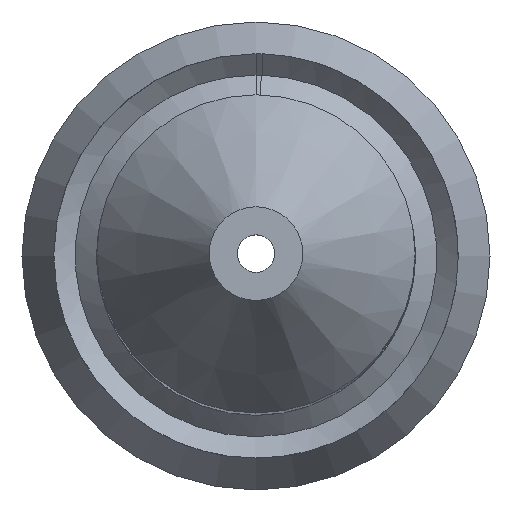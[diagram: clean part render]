
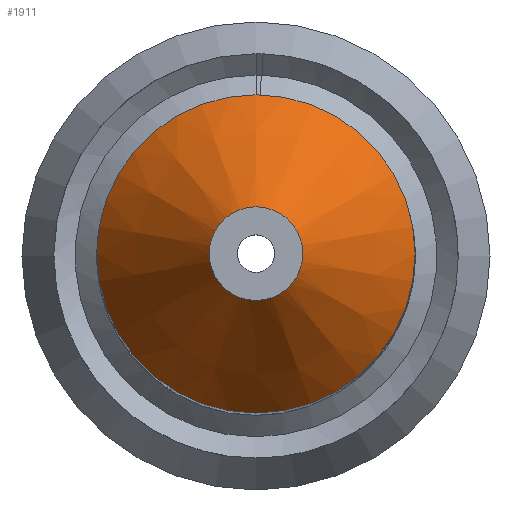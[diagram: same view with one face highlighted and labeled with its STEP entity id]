
A CAD part, top view. The second image highlights one B-rep face of the part: STEP entity #1911.
In plain terms, the highlighted conical face has half-angle 35 degrees and reference radius 8.5 mm.
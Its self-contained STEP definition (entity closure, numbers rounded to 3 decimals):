
#1327 = PLANE('',#1328);
#1328 = AXIS2_PLACEMENT_3D('',#1329,#1330,#1331);
#1329 = CARTESIAN_POINT('',(0.,0.,73.)
  );
#1330 = DIRECTION('',(0.,0.,-1.));
#1331 = DIRECTION('',(0.,1.,0.));
#1815 = EDGE_CURVE('',#1816,#1816,#1818,.T.);
#1816 = VERTEX_POINT('',#1817);
#1817 = CARTESIAN_POINT('',(0.,2.5,73.));
#1818 = SURFACE_CURVE('',#1819,(#1824,#1831),.PCURVE_S1.);
#1819 = CIRCLE('',#1820,2.5);
#1820 = AXIS2_PLACEMENT_3D('',#1821,#1822,#1823);
#1821 = CARTESIAN_POINT('',(0.,0.,73.)
  );
#1822 = DIRECTION('',(0.,0.,-1.));
#1823 = DIRECTION('',(0.,1.,0.));
#1824 = PCURVE('',#1327,#1825);
#1825 = DEFINITIONAL_REPRESENTATION('',(#1826),#1830);
#1826 = CIRCLE('',#1827,2.5);
#1827 = AXIS2_PLACEMENT_2D('',#1828,#1829);
#1828 = CARTESIAN_POINT('',(0.,0.));
#1829 = DIRECTION('',(1.,0.));
#1830 = ( GEOMETRIC_REPRESENTATION_CONTEXT(2) 
PARAMETRIC_REPRESENTATION_CONTEXT() REPRESENTATION_CONTEXT('2D SPACE',''
  ) );
#1831 = PCURVE('',#1832,#1837);
#1832 = CONICAL_SURFACE('',#1833,8.5,0.611);
#1833 = AXIS2_PLACEMENT_3D('',#1834,#1835,#1836);
#1834 = CARTESIAN_POINT('',(0.,0.,
    64.431));
#1835 = DIRECTION('',(0.,0.,-1.));
#1836 = DIRECTION('',(0.,1.,0.));
#1837 = DEFINITIONAL_REPRESENTATION('',(#1838),#1842);
#1838 = LINE('',#1839,#1840);
#1839 = CARTESIAN_POINT('',(0.,-8.569));
#1840 = VECTOR('',#1841,1.);
#1841 = DIRECTION('',(1.,-0.));
#1842 = ( GEOMETRIC_REPRESENTATION_CONTEXT(2) 
PARAMETRIC_REPRESENTATION_CONTEXT() REPRESENTATION_CONTEXT('2D SPACE',''
  ) );
#1900 = CYLINDRICAL_SURFACE('',#1901,8.5);
#1901 = AXIS2_PLACEMENT_3D('',#1902,#1903,#1904);
#1902 = CARTESIAN_POINT('',(0.,0.,
    5.944));
#1903 = DIRECTION('',(0.,0.,1.));
#1904 = DIRECTION('',(0.,1.,0.));
#1911 = ADVANCED_FACE('',(#1912),#1832,.T.);
#1912 = FACE_BOUND('',#1913,.F.);
#1913 = EDGE_LOOP('',(#1914,#1938,#1959,#1960));
#1914 = ORIENTED_EDGE('',*,*,#1915,.T.);
#1915 = EDGE_CURVE('',#1916,#1916,#1918,.T.);
#1916 = VERTEX_POINT('',#1917);
#1917 = CARTESIAN_POINT('',(0.,8.5,64.431));
#1918 = SURFACE_CURVE('',#1919,(#1924,#1931),.PCURVE_S1.);
#1919 = CIRCLE('',#1920,8.5);
#1920 = AXIS2_PLACEMENT_3D('',#1921,#1922,#1923);
#1921 = CARTESIAN_POINT('',(0.,0.,
    64.431));
#1922 = DIRECTION('',(0.,0.,-1.));
#1923 = DIRECTION('',(0.,1.,0.));
#1924 = PCURVE('',#1832,#1925);
#1925 = DEFINITIONAL_REPRESENTATION('',(#1926),#1930);
#1926 = LINE('',#1927,#1928);
#1927 = CARTESIAN_POINT('',(0.,-0.));
#1928 = VECTOR('',#1929,1.);
#1929 = DIRECTION('',(1.,-0.));
#1930 = ( GEOMETRIC_REPRESENTATION_CONTEXT(2) 
PARAMETRIC_REPRESENTATION_CONTEXT() REPRESENTATION_CONTEXT('2D SPACE',''
  ) );
#1931 = PCURVE('',#1900,#1932);
#1932 = DEFINITIONAL_REPRESENTATION('',(#1933),#1937);
#1933 = LINE('',#1934,#1935);
#1934 = CARTESIAN_POINT('',(-0.,58.487));
#1935 = VECTOR('',#1936,1.);
#1936 = DIRECTION('',(-1.,0.));
#1937 = ( GEOMETRIC_REPRESENTATION_CONTEXT(2) 
PARAMETRIC_REPRESENTATION_CONTEXT() REPRESENTATION_CONTEXT('2D SPACE',''
  ) );
#1938 = ORIENTED_EDGE('',*,*,#1939,.T.);
#1939 = EDGE_CURVE('',#1916,#1816,#1940,.T.);
#1940 = SEAM_CURVE('',#1941,(#1945,#1952),.PCURVE_S1.);
#1941 = LINE('',#1942,#1943);
#1942 = CARTESIAN_POINT('',(0.,8.5,64.431));
#1943 = VECTOR('',#1944,1.);
#1944 = DIRECTION('',(0.,-0.574,0.819
    ));
#1945 = PCURVE('',#1832,#1946);
#1946 = DEFINITIONAL_REPRESENTATION('',(#1947),#1951);
#1947 = LINE('',#1948,#1949);
#1948 = CARTESIAN_POINT('',(0.,-0.));
#1949 = VECTOR('',#1950,1.);
#1950 = DIRECTION('',(0.,-1.));
#1951 = ( GEOMETRIC_REPRESENTATION_CONTEXT(2) 
PARAMETRIC_REPRESENTATION_CONTEXT() REPRESENTATION_CONTEXT('2D SPACE',''
  ) );
#1952 = PCURVE('',#1832,#1953);
#1953 = DEFINITIONAL_REPRESENTATION('',(#1954),#1958);
#1954 = LINE('',#1955,#1956);
#1955 = CARTESIAN_POINT('',(6.283,-0.));
#1956 = VECTOR('',#1957,1.);
#1957 = DIRECTION('',(0.,-1.));
#1958 = ( GEOMETRIC_REPRESENTATION_CONTEXT(2) 
PARAMETRIC_REPRESENTATION_CONTEXT() REPRESENTATION_CONTEXT('2D SPACE',''
  ) );
#1959 = ORIENTED_EDGE('',*,*,#1815,.F.);
#1960 = ORIENTED_EDGE('',*,*,#1939,.F.);
